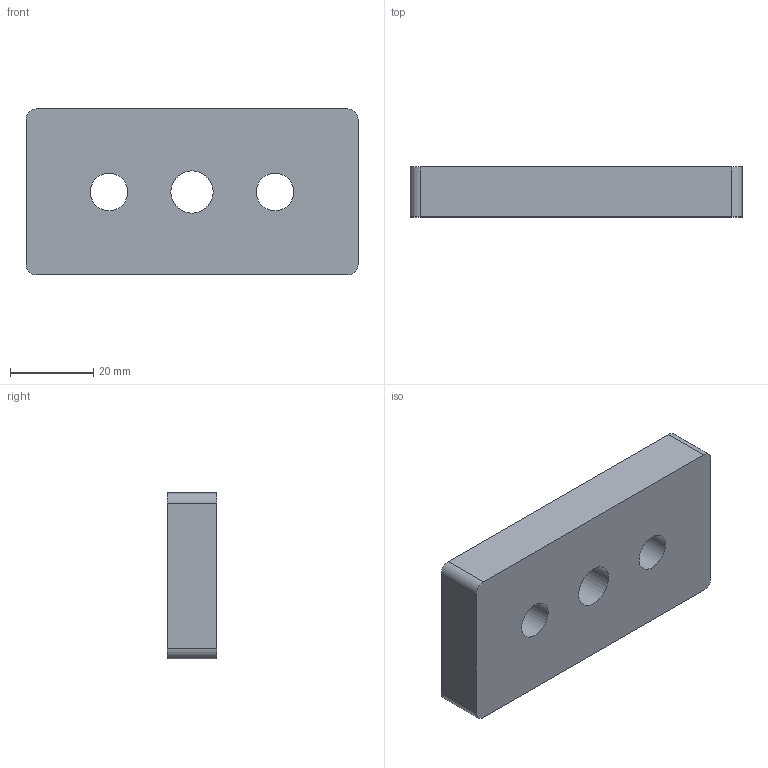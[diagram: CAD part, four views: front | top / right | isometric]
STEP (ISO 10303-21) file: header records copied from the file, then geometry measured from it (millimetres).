
FILE_DESCRIPTION(/* description */ ('Piastra piedino M12 per profilo 40x80'),/* implementation_level */ '2;1');
FILE_NAME(/* name */ 'MPT40-80M12.stp',/* time_stamp */ '2023-07-10T15:44:06+02:00',/* author */ ('maritza.dallavecchia'),/* organization */ (''),/* preprocessor_version */ 'ST-DEVELOPER v18.1',/* originating_system */ 'Autodesk Inventor 2021',/* authorisation */ '');
FILE_SCHEMA (('AUTOMOTIVE_DESIGN { 1 0 10303 214 3 1 1 }'));
Length unit declared in the file: millimetre
Products named in the file (1): MPT40-80M12
Bounding box: 80 x 12 x 40 mm (x, y, z)
Volume: 34953.5 mm3; surface area: 10018.5 mm2
Topology: 1 solids, 1 shells, 17 faces, 39 edges, 26 vertices
Faces by surface type: cylinder 9, plane 8
Full cylindrical faces by diameter (mm): 9 x2, 10.2 x1, 13.5 x2
Entity records: 551 total; most frequent: DIRECTION 93, CARTESIAN_POINT 83, ORIENTED_EDGE 78, EDGE_CURVE 39, AXIS2_PLACEMENT_3D 36, VERTEX_POINT 26, EDGE_LOOP 25, LINE 21
